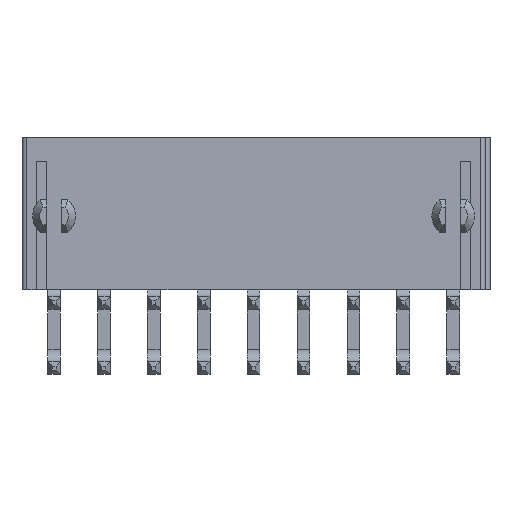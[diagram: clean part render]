
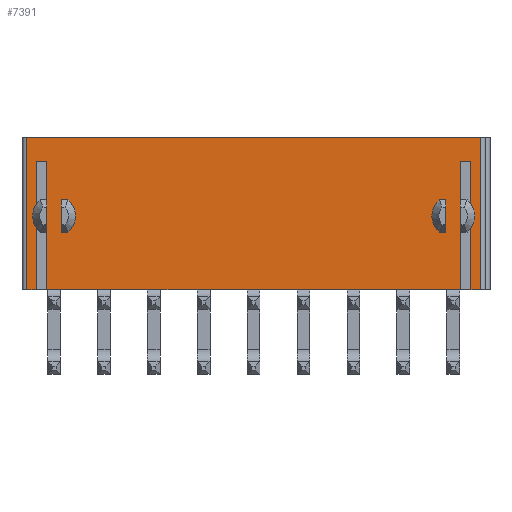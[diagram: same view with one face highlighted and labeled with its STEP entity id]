
A CAD part, front view. The second image highlights one B-rep face of the part: STEP entity #7391.
In plain terms, the highlighted planar face has unit normal (0, -1, 0).
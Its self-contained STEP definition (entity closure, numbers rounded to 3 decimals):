
#22=DIRECTION('',(-1.,0.,0.));
#23=VECTOR('',#22,38.2);
#24=CARTESIAN_POINT('',(19.1,0.4,0.));
#25=LINE('',#24,#23);
#449=DIRECTION('',(0.,0.,1.));
#450=VECTOR('',#449,12.8);
#451=CARTESIAN_POINT('',(-19.1,0.4,-12.8));
#452=LINE('',#451,#450);
#458=DIRECTION('',(0.,0.,-1.));
#459=VECTOR('',#458,2.741);
#460=CARTESIAN_POINT('',(16.19,0.4,-5.23));
#461=LINE('',#460,#459);
#462=DIRECTION('',(0.,0.,1.));
#463=VECTOR('',#462,2.741);
#464=CARTESIAN_POINT('',(-16.19,0.4,-7.97));
#465=LINE('',#464,#463);
#466=DIRECTION('',(-1.,0.,0.));
#467=VECTOR('',#466,0.89);
#468=CARTESIAN_POINT('',(18.3,0.4,-2.));
#469=LINE('',#468,#467);
#470=DIRECTION('',(-1.,0.,0.));
#471=VECTOR('',#470,0.89);
#472=CARTESIAN_POINT('',(-17.41,0.4,-2.));
#473=LINE('',#472,#471);
#474=DIRECTION('',(0.,0.,1.));
#475=VECTOR('',#474,10.8);
#476=CARTESIAN_POINT('',(-18.3,0.4,-12.8));
#477=LINE('',#476,#475);
#478=DIRECTION('',(0.,0.,1.));
#479=VECTOR('',#478,10.8);
#480=CARTESIAN_POINT('',(18.3,0.4,-12.8));
#481=LINE('',#480,#479);
#487=CARTESIAN_POINT('',(16.8,0.4,-6.6));
#488=DIRECTION('',(0.,1.,0.));
#489=DIRECTION('',(-0.407,0.,-0.914));
#490=AXIS2_PLACEMENT_3D('',#487,#488,#489);
#611=DIRECTION('',(0.,0.,1.));
#612=VECTOR('',#611,10.8);
#613=CARTESIAN_POINT('',(17.41,0.4,-12.8));
#614=LINE('',#613,#612);
#651=DIRECTION('',(-1.,0.,0.));
#652=VECTOR('',#651,0.8);
#653=CARTESIAN_POINT('',(-18.3,0.4,-12.8));
#654=LINE('',#653,#652);
#659=DIRECTION('',(-1.,0.,0.));
#660=VECTOR('',#659,34.82);
#661=CARTESIAN_POINT('',(17.41,0.4,-12.8));
#662=LINE('',#661,#660);
#667=DIRECTION('',(-1.,0.,0.));
#668=VECTOR('',#667,0.8);
#669=CARTESIAN_POINT('',(19.1,0.4,-12.8));
#670=LINE('',#669,#668);
#992=DIRECTION('',(0.,0.,-1.));
#993=VECTOR('',#992,10.8);
#994=CARTESIAN_POINT('',(-17.41,0.4,-2.));
#995=LINE('',#994,#993);
#1020=CARTESIAN_POINT('',(-16.8,0.4,-6.6));
#1021=DIRECTION('',(0.,1.,0.));
#1022=DIRECTION('',(0.407,0.,0.914));
#1023=AXIS2_PLACEMENT_3D('',#1020,#1021,#1022);
#1281=DIRECTION('',(0.,0.,1.));
#1282=VECTOR('',#1281,12.8);
#1283=CARTESIAN_POINT('',(19.1,0.4,-12.8));
#1284=LINE('',#1283,#1282);
#5493=CARTESIAN_POINT('',(19.1,0.4,-12.8));
#5494=CARTESIAN_POINT('',(19.1,0.4,0.));
#5495=VERTEX_POINT('',#5493);
#5496=VERTEX_POINT('',#5494);
#5521=CARTESIAN_POINT('',(-19.1,0.4,0.));
#5522=VERTEX_POINT('',#5521);
#5523=CARTESIAN_POINT('',(-19.1,0.4,-12.8));
#5524=VERTEX_POINT('',#5523);
#5525=CARTESIAN_POINT('',(16.19,0.4,-5.23));
#5526=CARTESIAN_POINT('',(16.19,0.4,-7.97));
#5527=VERTEX_POINT('',#5525);
#5528=VERTEX_POINT('',#5526);
#5573=CARTESIAN_POINT('',(-16.19,0.4,-7.97));
#5574=CARTESIAN_POINT('',(-16.19,0.4,-5.23));
#5575=VERTEX_POINT('',#5573);
#5576=VERTEX_POINT('',#5574);
#5637=CARTESIAN_POINT('',(18.3,0.4,-2.));
#5638=CARTESIAN_POINT('',(17.41,0.4,-2.));
#5639=VERTEX_POINT('',#5637);
#5640=VERTEX_POINT('',#5638);
#5641=CARTESIAN_POINT('',(18.3,0.4,-12.8));
#5642=VERTEX_POINT('',#5641);
#5643=CARTESIAN_POINT('',(-18.3,0.4,-12.8));
#5644=CARTESIAN_POINT('',(-18.3,0.4,-2.));
#5645=VERTEX_POINT('',#5643);
#5646=VERTEX_POINT('',#5644);
#5647=CARTESIAN_POINT('',(-17.41,0.4,-2.));
#5648=VERTEX_POINT('',#5647);
#5649=CARTESIAN_POINT('',(17.41,0.4,-12.8));
#5650=VERTEX_POINT('',#5649);
#5651=CARTESIAN_POINT('',(-17.41,0.4,-12.8));
#5652=VERTEX_POINT('',#5651);
#7350=CARTESIAN_POINT('',(19.5,0.4,0.));
#7351=DIRECTION('',(0.,-1.,0.));
#7352=DIRECTION('',(-1.,0.,0.));
#7353=AXIS2_PLACEMENT_3D('',#7350,#7351,#7352);
#7354=PLANE('',#7353);
#7356=ORIENTED_EDGE('',*,*,#7355,.T.);
#7358=ORIENTED_EDGE('',*,*,#7357,.F.);
#7360=ORIENTED_EDGE('',*,*,#7359,.T.);
#7362=ORIENTED_EDGE('',*,*,#7361,.F.);
#7364=ORIENTED_EDGE('',*,*,#7363,.T.);
#7366=ORIENTED_EDGE('',*,*,#7365,.F.);
#7368=ORIENTED_EDGE('',*,*,#7367,.T.);
#7369=ORIENTED_EDGE('',*,*,#7343,.T.);
#7370=ORIENTED_EDGE('',*,*,#7028,.F.);
#7372=ORIENTED_EDGE('',*,*,#7371,.F.);
#7374=ORIENTED_EDGE('',*,*,#7373,.T.);
#7376=ORIENTED_EDGE('',*,*,#7375,.T.);
#7377=EDGE_LOOP('',(#7356,#7358,#7360,#7362,#7364,#7366,#7368,#7369,#7370,#7372,
#7374,#7376));
#7378=FACE_OUTER_BOUND('',#7377,.F.);
#7380=ORIENTED_EDGE('',*,*,#7379,.F.);
#7382=ORIENTED_EDGE('',*,*,#7381,.F.);
#7383=EDGE_LOOP('',(#7380,#7382));
#7384=FACE_BOUND('',#7383,.F.);
#7386=ORIENTED_EDGE('',*,*,#7385,.F.);
#7388=ORIENTED_EDGE('',*,*,#7387,.F.);
#7389=EDGE_LOOP('',(#7386,#7388));
#7390=FACE_BOUND('',#7389,.F.);
#7391=ADVANCED_FACE('',(#7378,#7384,#7390),#7354,.T.);
#491=CIRCLE('',#490,1.5);
#1024=CIRCLE('',#1023,1.5);
#7028=EDGE_CURVE('',#5496,#5522,#25,.T.);
#7343=EDGE_CURVE('',#5524,#5522,#452,.T.);
#7355=EDGE_CURVE('',#5639,#5640,#469,.T.);
#7357=EDGE_CURVE('',#5650,#5640,#614,.T.);
#7359=EDGE_CURVE('',#5650,#5652,#662,.T.);
#7361=EDGE_CURVE('',#5648,#5652,#995,.T.);
#7363=EDGE_CURVE('',#5648,#5646,#473,.T.);
#7365=EDGE_CURVE('',#5645,#5646,#477,.T.);
#7367=EDGE_CURVE('',#5645,#5524,#654,.T.);
#7371=EDGE_CURVE('',#5495,#5496,#1284,.T.);
#7373=EDGE_CURVE('',#5495,#5642,#670,.T.);
#7375=EDGE_CURVE('',#5642,#5639,#481,.T.);
#7379=EDGE_CURVE('',#5576,#5575,#1024,.T.);
#7381=EDGE_CURVE('',#5575,#5576,#465,.T.);
#7385=EDGE_CURVE('',#5528,#5527,#491,.T.);
#7387=EDGE_CURVE('',#5527,#5528,#461,.T.);
